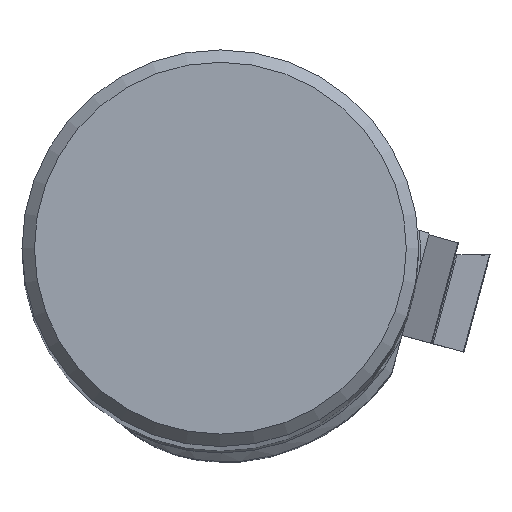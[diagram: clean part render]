
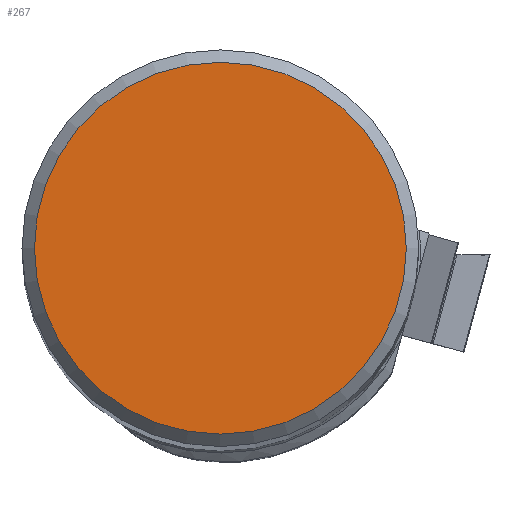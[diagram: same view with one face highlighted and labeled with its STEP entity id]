
A CAD part, top view. The second image highlights one B-rep face of the part: STEP entity #267.
In plain terms, the highlighted planar face has unit normal (0, 0, 1).
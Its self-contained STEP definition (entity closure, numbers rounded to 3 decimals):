
#200=CIRCLE('',#1752,7.493);
#267=ADVANCED_FACE('',(#382),#316,.T.);
#316=PLANE('',#1756);
#382=FACE_OUTER_BOUND('',#468,.T.);
#468=EDGE_LOOP('',(#1106));
#1106=ORIENTED_EDGE('',*,*,#1516,.F.);
#1314=VERTEX_POINT('',#2871);
#1516=EDGE_CURVE('',#1314,#1314,#200,.T.);
#1752=AXIS2_PLACEMENT_3D('',#2870,#2153,#2154);
#1756=AXIS2_PLACEMENT_3D('',#2876,#2161,#2162);
#2153=DIRECTION('',(0.,0.,-1.));
#2154=DIRECTION('',(-1.,0.,0.));
#2161=DIRECTION('',(0.,0.,1.));
#2162=DIRECTION('',(-1.,0.,0.));
#2870=CARTESIAN_POINT('',(0.,0.,0.));
#2871=CARTESIAN_POINT('',(-7.493,0.,0.));
#2876=CARTESIAN_POINT('',(0.,0.,0.));
